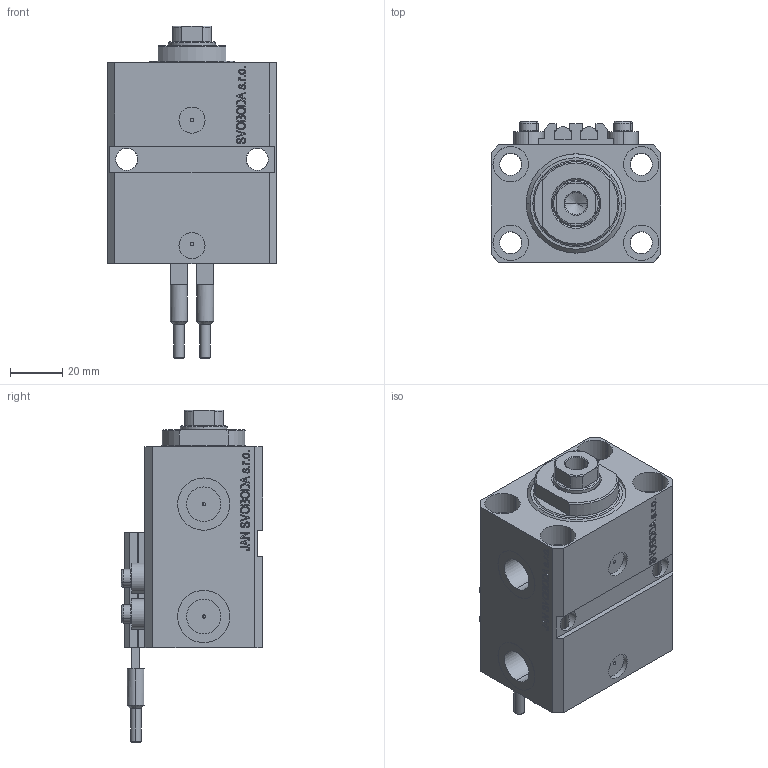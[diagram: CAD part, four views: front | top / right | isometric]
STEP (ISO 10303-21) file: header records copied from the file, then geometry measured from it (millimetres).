
FILE_DESCRIPTION (( 'STEP AP203' ), '1' );
FILE_NAME ('aedb.STEP', '2023-10-07T17:45:13', ( '' ), ( '' ), 'SwSTEP 2.0', 'SolidWorks 2019', '' );
FILE_SCHEMA (( 'CONFIG_CONTROL_DESIGN' ));
Length unit declared in the file: millimetre
Products named in the file (6): V250CE_C_VCP 79a43fb707b52d0f8f0ef8b9cb7eb5dd; V250CE_VC_E 79a43fb707b52d0f8f0ef8b9cb7eb5dd; SWITCH_V250CE 79a43fb707b52d0f8f0ef8b9cb7eb5dd; ALLEN BOLT V250CE 79a43fb707b52d0f8f0ef8b9cb7eb5dd; aedb; V250CE_E_Body 79a43fb707b52d0f8f0ef8b9cb7eb5dd
Assembly tree (9 placements, depth 2):
  aedb
    V250CE_E_Body 79a43fb707b52d0f8f0ef8b9cb7eb5dd
    ALLEN BOLT V250CE 79a43fb707b52d0f8f0ef8b9cb7eb5dd  x4
    V250CE_C_VCP 79a43fb707b52d0f8f0ef8b9cb7eb5dd
    V250CE_VC_E 79a43fb707b52d0f8f0ef8b9cb7eb5dd
    SWITCH_V250CE 79a43fb707b52d0f8f0ef8b9cb7eb5dd  x2
Bounding box: 65 x 54 x 127 mm (x, y, z)
Volume: 203347.6 mm3; surface area: 61935.5 mm2
Topology: 10 solids, 10 shells, 1119 faces, 2777 edges, 1792 vertices
Faces by surface type: plane 543, bspline 360, cylinder 138, cone 60, torus 18
Entity records: 47996 total; most frequent: CARTESIAN_POINT 25142, ORIENTED_EDGE 5136, DIRECTION 3386, EDGE_CURVE 2568, VERTEX_POINT 1678, LINE 1550, VECTOR 1550, EDGE_LOOP 1152
